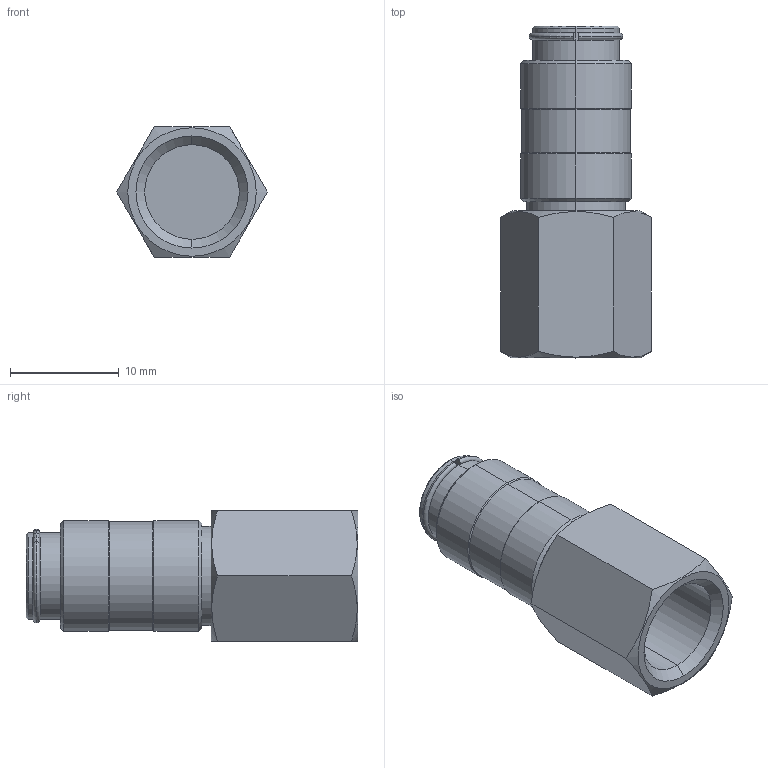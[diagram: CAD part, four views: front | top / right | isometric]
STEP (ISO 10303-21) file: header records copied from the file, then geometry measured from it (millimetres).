
FILE_DESCRIPTION (( 'STEP AP203' ), '1' );
FILE_NAME ('07200201.STEP', '2011-07-19T08:03:22', ( 'SP' ), ( 'sopra-pneumatic' ), 'SwSTEP 2.0', 'SolidWorks 2011', '' );
FILE_SCHEMA (( 'CONFIG_CONTROL_DESIGN' ));
Length unit declared in the file: millimetre
Products named in the file (1): 07200201
Bounding box: 13.86 x 30.5 x 12 mm (x, y, z)
Volume: 2215.3 mm3; surface area: 1784.1 mm2
Topology: 2 solids, 2 shells, 55 faces, 114 edges, 70 vertices
Faces by surface type: cylinder 18, cone 18, plane 17, torus 2
Entity records: 1639 total; most frequent: CARTESIAN_POINT 388, DIRECTION 258, ORIENTED_EDGE 228, EDGE_CURVE 114, AXIS2_PLACEMENT_3D 108, VERTEX_POINT 70, EDGE_LOOP 62, ADVANCED_FACE 55
